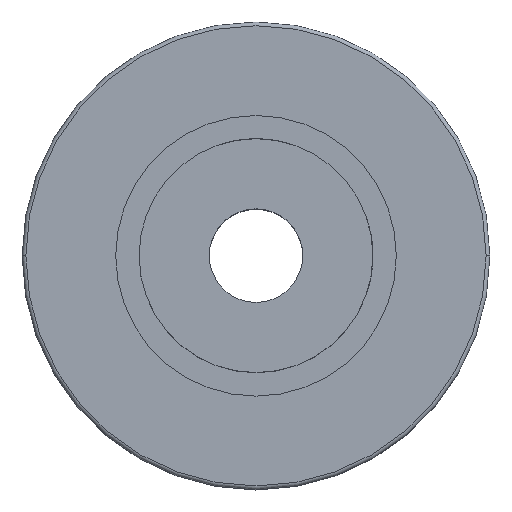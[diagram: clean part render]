
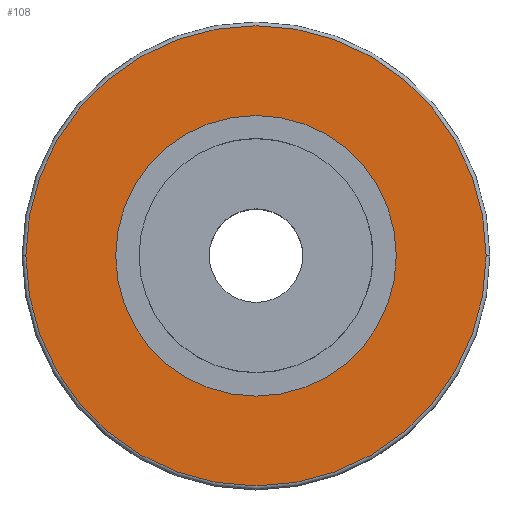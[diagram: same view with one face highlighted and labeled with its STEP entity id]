
A CAD part, top view. The second image highlights one B-rep face of the part: STEP entity #108.
In plain terms, the highlighted planar face has unit normal (0, 0, 1).
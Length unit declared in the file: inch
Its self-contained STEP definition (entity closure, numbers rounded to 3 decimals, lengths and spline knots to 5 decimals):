
#108 = ADVANCED_FACE ( 'NONE', ( #359, #375 ), #1209, .T. ) ;
#356 = CIRCLE ( 'NONE', #863, 0.615 ) ;
#359 = FACE_OUTER_BOUND ( 'NONE', #443, .T. ) ;
#375 = FACE_BOUND ( 'NONE', #396, .T. ) ;
#396 = EDGE_LOOP ( 'NONE', ( #532, #456 ) ) ;
#443 = EDGE_LOOP ( 'NONE', ( #578, #640 ) ) ;
#456 = ORIENTED_EDGE ( 'NONE', *, *, #888, .F. ) ;
#532 = ORIENTED_EDGE ( 'NONE', *, *, #892, .F. ) ;
#578 = ORIENTED_EDGE ( 'NONE', *, *, #895, .T. ) ;
#640 = ORIENTED_EDGE ( 'NONE', *, *, #876, .T. ) ;
#726 = CIRCLE ( 'NONE', #828, 0.615 ) ;
#763 = CIRCLE ( 'NONE', #835, 0.375 ) ;
#800 = CIRCLE ( 'NONE', #831, 0.375 ) ;
#828 = AXIS2_PLACEMENT_3D ( 'NONE', #1088, #1082, #1150 ) ;
#831 = AXIS2_PLACEMENT_3D ( 'NONE', #1097, #1090, #1089 ) ;
#835 = AXIS2_PLACEMENT_3D ( 'NONE', #1116, #1101, #1100 ) ;
#851 = AXIS2_PLACEMENT_3D ( 'NONE', #1214, #1205, #1204 ) ;
#863 = AXIS2_PLACEMENT_3D ( 'NONE', #1163, #1149, #1148 ) ;
#876 = EDGE_CURVE ( 'NONE', #6981, #7031, #356, .T. ) ;
#888 = EDGE_CURVE ( 'NONE', #7528, #7518, #763, .T. ) ;
#892 = EDGE_CURVE ( 'NONE', #7518, #7528, #800, .T. ) ;
#895 = EDGE_CURVE ( 'NONE', #7031, #6981, #726, .T. ) ;
#1082 = DIRECTION ( 'NONE',  ( 0., 0., 1. ) ) ;
#1088 = CARTESIAN_POINT ( 'NONE',  ( 0., 0., 0.5 ) ) ;
#1089 = DIRECTION ( 'NONE',  ( 1., 0., 0. ) ) ;
#1090 = DIRECTION ( 'NONE',  ( 0., 0., 1. ) ) ;
#1097 = CARTESIAN_POINT ( 'NONE',  ( 0., 0., 0.5 ) ) ;
#1100 = DIRECTION ( 'NONE',  ( 1., 0., 0. ) ) ;
#1101 = DIRECTION ( 'NONE',  ( 0., 0., 1. ) ) ;
#1116 = CARTESIAN_POINT ( 'NONE',  ( 0., 0., 0.5 ) ) ;
#1148 = DIRECTION ( 'NONE',  ( 1., 0., 0. ) ) ;
#1149 = DIRECTION ( 'NONE',  ( 0., 0., 1. ) ) ;
#1150 = DIRECTION ( 'NONE',  ( 1., 0., 0. ) ) ;
#1163 = CARTESIAN_POINT ( 'NONE',  ( 0., 0., 0.5 ) ) ;
#1204 = DIRECTION ( 'NONE',  ( 1., 0., 0. ) ) ;
#1205 = DIRECTION ( 'NONE',  ( 0., 0., 1. ) ) ;
#1209 = PLANE ( 'NONE',  #851 ) ;
#1214 = CARTESIAN_POINT ( 'NONE',  ( 0., 0., 0.5 ) ) ;
#1436 = CARTESIAN_POINT ( 'NONE',  ( 0.375, 0., 0.5 ) ) ;
#1437 = CARTESIAN_POINT ( 'NONE',  ( -0.375, 0., 0.5 ) ) ;
#1538 = CARTESIAN_POINT ( 'NONE',  ( -0.615, 0., 0.5 ) ) ;
#1550 = CARTESIAN_POINT ( 'NONE',  ( 0.615, 0., 0.5 ) ) ;
#6981 = VERTEX_POINT ( 'NONE', #1538 ) ;
#7031 = VERTEX_POINT ( 'NONE', #1550 ) ;
#7518 = VERTEX_POINT ( 'NONE', #1437 ) ;
#7528 = VERTEX_POINT ( 'NONE', #1436 ) ;
